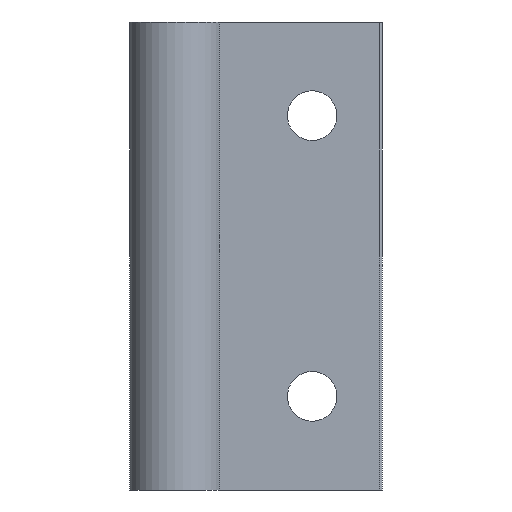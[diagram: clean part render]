
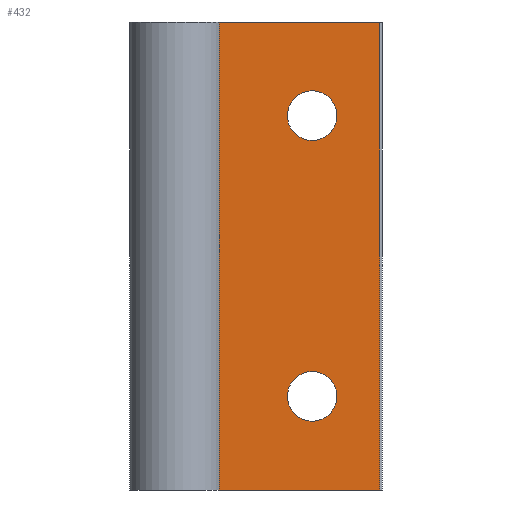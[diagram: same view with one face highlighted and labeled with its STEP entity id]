
A CAD part, front view. The second image highlights one B-rep face of the part: STEP entity #432.
In plain terms, the highlighted planar face has unit normal (0, -1, 0).
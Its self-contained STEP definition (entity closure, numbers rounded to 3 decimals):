
#19 = DIRECTION ( 'NONE',  ( 0., 1., 0. ) ) ;
#21 = LINE ( 'NONE', #373, #843 ) ;
#25 = CIRCLE ( 'NONE', #535, 2.65 ) ;
#60 = DIRECTION ( 'NONE',  ( 0., 0., 1. ) ) ;
#72 = DIRECTION ( 'NONE',  ( 0., 0., 1. ) ) ;
#85 = DIRECTION ( 'NONE',  ( -1., 0., 0. ) ) ;
#86 = ORIENTED_EDGE ( 'NONE', *, *, #410, .F. ) ;
#87 = EDGE_CURVE ( 'NONE', #206, #151, #234, .T. ) ;
#97 = AXIS2_PLACEMENT_3D ( 'NONE', #525, #244, #60 ) ;
#106 = EDGE_CURVE ( 'NONE', #848, #360, #257, .T. ) ;
#123 = CARTESIAN_POINT ( 'NONE',  ( 4.583, -2., -25. ) ) ;
#128 = AXIS2_PLACEMENT_3D ( 'NONE', #900, #620, #412 ) ;
#151 = VERTEX_POINT ( 'NONE', #763 ) ;
#156 = CARTESIAN_POINT ( 'NONE',  ( 14.5, -2., 12.35 ) ) ;
#206 = VERTEX_POINT ( 'NONE', #613 ) ;
#219 = ORIENTED_EDGE ( 'NONE', *, *, #106, .F. ) ;
#227 = CARTESIAN_POINT ( 'NONE',  ( 21.7, -2., -25. ) ) ;
#234 = CIRCLE ( 'NONE', #288, 2.65 ) ;
#238 = ORIENTED_EDGE ( 'NONE', *, *, #514, .F. ) ;
#239 = LINE ( 'NONE', #730, #705 ) ;
#244 = DIRECTION ( 'NONE',  ( 0., -1., 0. ) ) ;
#254 = CARTESIAN_POINT ( 'NONE',  ( 14.5, -2., -15. ) ) ;
#257 = LINE ( 'NONE', #559, #390 ) ;
#284 = CARTESIAN_POINT ( 'NONE',  ( 14.5, -2., 17.65 ) ) ;
#288 = AXIS2_PLACEMENT_3D ( 'NONE', #254, #680, #72 ) ;
#294 = VECTOR ( 'NONE', #603, 1000. ) ;
#315 = VERTEX_POINT ( 'NONE', #156 ) ;
#341 = FACE_OUTER_BOUND ( 'NONE', #732, .T. ) ;
#350 = DIRECTION ( 'NONE',  ( 0., 0., 1. ) ) ;
#356 = ORIENTED_EDGE ( 'NONE', *, *, #87, .F. ) ;
#360 = VERTEX_POINT ( 'NONE', #871 ) ;
#370 = CARTESIAN_POINT ( 'NONE',  ( 21.7, -2., 25. ) ) ;
#373 = CARTESIAN_POINT ( 'NONE',  ( 21.7, -2., 25. ) ) ;
#374 = DIRECTION ( 'NONE',  ( 0., 0., -1. ) ) ;
#390 = VECTOR ( 'NONE', #407, 1000. ) ;
#397 = ORIENTED_EDGE ( 'NONE', *, *, #762, .F. ) ;
#407 = DIRECTION ( 'NONE',  ( 0., 0., 1. ) ) ;
#410 = EDGE_CURVE ( 'NONE', #438, #315, #506, .T. ) ;
#412 = DIRECTION ( 'NONE',  ( 0., 0., 1. ) ) ;
#425 = PLANE ( 'NONE',  #487 ) ;
#432 = ADVANCED_FACE ( 'NONE', ( #909, #641, #341 ), #425, .F. ) ;
#433 = EDGE_CURVE ( 'NONE', #742, #848, #718, .T. ) ;
#438 = VERTEX_POINT ( 'NONE', #284 ) ;
#452 = ORIENTED_EDGE ( 'NONE', *, *, #743, .F. ) ;
#487 = AXIS2_PLACEMENT_3D ( 'NONE', #579, #19, #85 ) ;
#488 = CARTESIAN_POINT ( 'NONE',  ( 14.5, -2., 15. ) ) ;
#506 = CIRCLE ( 'NONE', #97, 2.65 ) ;
#514 = EDGE_CURVE ( 'NONE', #315, #438, #25, .T. ) ;
#525 = CARTESIAN_POINT ( 'NONE',  ( 14.5, -2., 15. ) ) ;
#535 = AXIS2_PLACEMENT_3D ( 'NONE', #488, #573, #350 ) ;
#538 = ORIENTED_EDGE ( 'NONE', *, *, #807, .F. ) ;
#559 = CARTESIAN_POINT ( 'NONE',  ( 4.583, -2., 25. ) ) ;
#573 = DIRECTION ( 'NONE',  ( 0., -1., 0. ) ) ;
#579 = CARTESIAN_POINT ( 'NONE',  ( 4.583, -2., 25. ) ) ;
#593 = DIRECTION ( 'NONE',  ( 1., 0., 0. ) ) ;
#603 = DIRECTION ( 'NONE',  ( -1., 0., 0. ) ) ;
#613 = CARTESIAN_POINT ( 'NONE',  ( 14.5, -2., -12.35 ) ) ;
#620 = DIRECTION ( 'NONE',  ( 0., -1., 0. ) ) ;
#641 = FACE_BOUND ( 'NONE', #708, .T. ) ;
#680 = DIRECTION ( 'NONE',  ( 0., -1., 0. ) ) ;
#696 = VERTEX_POINT ( 'NONE', #370 ) ;
#705 = VECTOR ( 'NONE', #593, 1000. ) ;
#708 = EDGE_LOOP ( 'NONE', ( #86, #238 ) ) ;
#715 = CIRCLE ( 'NONE', #128, 2.65 ) ;
#718 = LINE ( 'NONE', #878, #294 ) ;
#730 = CARTESIAN_POINT ( 'NONE',  ( 4.583, -2., 25. ) ) ;
#732 = EDGE_LOOP ( 'NONE', ( #397, #219, #902, #452 ) ) ;
#742 = VERTEX_POINT ( 'NONE', #227 ) ;
#743 = EDGE_CURVE ( 'NONE', #696, #742, #21, .T. ) ;
#762 = EDGE_CURVE ( 'NONE', #360, #696, #239, .T. ) ;
#763 = CARTESIAN_POINT ( 'NONE',  ( 14.5, -2., -17.65 ) ) ;
#785 = EDGE_LOOP ( 'NONE', ( #356, #538 ) ) ;
#807 = EDGE_CURVE ( 'NONE', #151, #206, #715, .T. ) ;
#843 = VECTOR ( 'NONE', #374, 1000. ) ;
#848 = VERTEX_POINT ( 'NONE', #123 ) ;
#871 = CARTESIAN_POINT ( 'NONE',  ( 4.583, -2., 25. ) ) ;
#878 = CARTESIAN_POINT ( 'NONE',  ( 4.583, -2., -25. ) ) ;
#900 = CARTESIAN_POINT ( 'NONE',  ( 14.5, -2., -15. ) ) ;
#902 = ORIENTED_EDGE ( 'NONE', *, *, #433, .F. ) ;
#909 = FACE_BOUND ( 'NONE', #785, .T. ) ;
